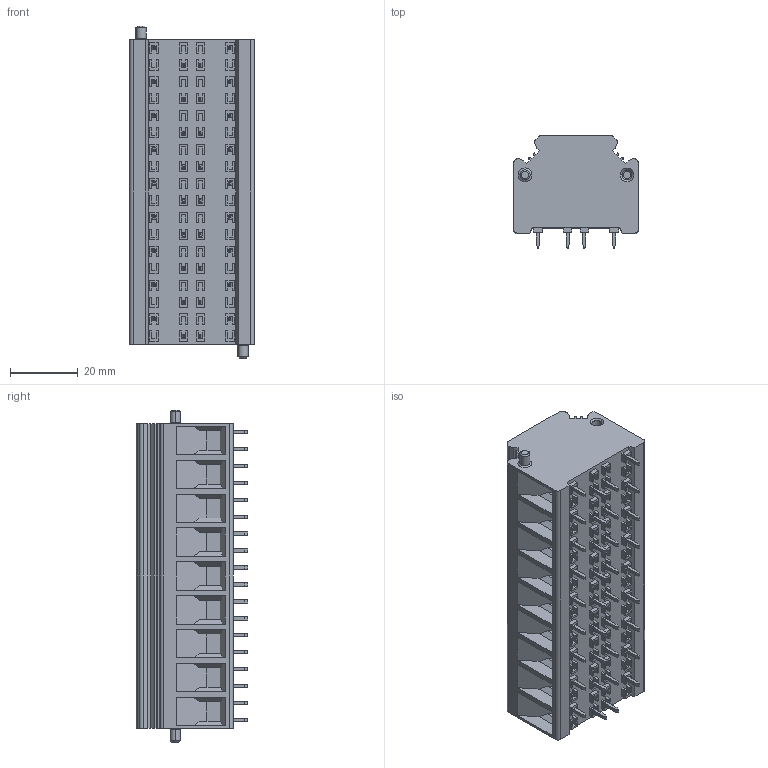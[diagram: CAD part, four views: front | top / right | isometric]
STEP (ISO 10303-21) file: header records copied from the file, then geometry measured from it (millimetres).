
FILE_DESCRIPTION((''),'2;1');
FILE_NAME('TL705DS-XXP_XS_','2024-11-13T15:10:48',('yanfa'),(''),'CREO PARAMETRIC BY PTC INC, 2018100','CREO PARAMETRIC BY PTC INC, 2018100','');
FILE_SCHEMA(('AUTOMOTIVE_DESIGN { 1 0 10303 214 1 1 1 1 }'));
Products named in the file (1): TL705DS-XXP_XS_
Bounding box: 36.8 x 33.02 x 98 mm (x, y, z)
Volume: 64812.7 mm3; surface area: 27816.5 mm2
Topology: 1 solids, 33 shells, 1800 faces, 4475 edges, 2911 vertices
Faces by surface type: plane 1350, cylinder 234, cone 144, torus 72
Entity records: 68138 total; most frequent: CARTESIAN_POINT 9593, ORIENTED_EDGE 8950, DIRECTION 8770, EDGE_CURVE 4475, VECTOR 3649, LINE 3649, VERTEX_POINT 2911, AXIS2_PLACEMENT_3D 2559
